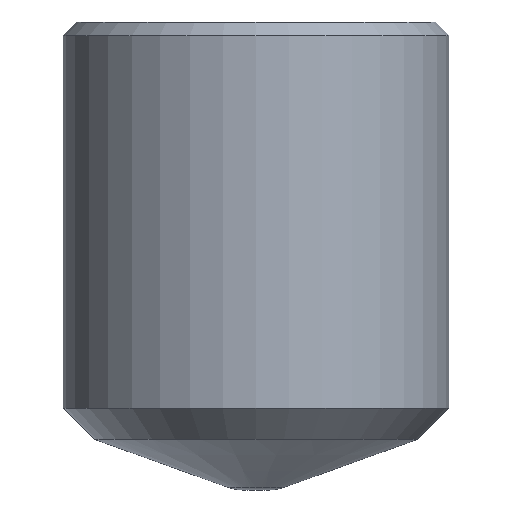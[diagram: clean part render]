
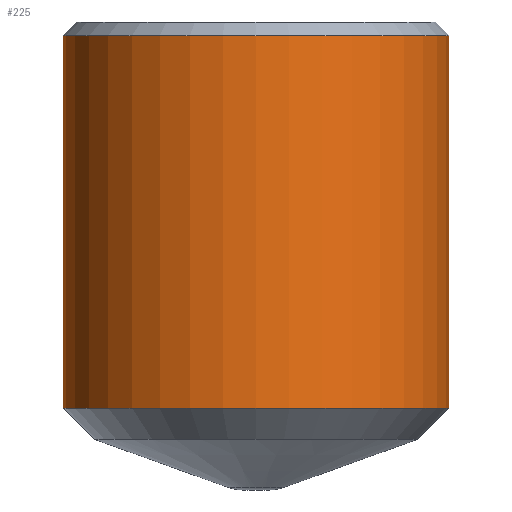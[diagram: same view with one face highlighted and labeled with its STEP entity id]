
A CAD part, front view. The second image highlights one B-rep face of the part: STEP entity #225.
In plain terms, the highlighted cylindrical face has radius 11.113 mm (diameter 22.225 mm), a full revolution.
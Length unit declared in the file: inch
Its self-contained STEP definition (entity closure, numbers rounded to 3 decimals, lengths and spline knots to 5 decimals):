
#15=CYLINDRICAL_SURFACE('',#249,0.4375);
#52=FACE_BOUND('',#86,.T.);
#67=FACE_OUTER_BOUND('',#85,.T.);
#85=EDGE_LOOP('',(#192));
#86=EDGE_LOOP('',(#193));
#109=CIRCLE('',#248,0.4375);
#110=CIRCLE('',#250,0.4375);
#128=VERTEX_POINT('',#404);
#129=VERTEX_POINT('',#407);
#153=EDGE_CURVE('',#128,#128,#109,.T.);
#154=EDGE_CURVE('',#129,#129,#110,.T.);
#192=ORIENTED_EDGE('',*,*,#154,.T.);
#193=ORIENTED_EDGE('',*,*,#153,.F.);
#225=ADVANCED_FACE('',(#67,#52),#15,.T.);
#248=AXIS2_PLACEMENT_3D('',#405,#294,#295);
#249=AXIS2_PLACEMENT_3D('',#406,#296,#297);
#250=AXIS2_PLACEMENT_3D('',#408,#298,#299);
#294=DIRECTION('center_axis',(0.,0.,1.));
#295=DIRECTION('ref_axis',(-1.,0.,0.));
#296=DIRECTION('center_axis',(0.,0.,-1.));
#297=DIRECTION('ref_axis',(-1.,0.,0.));
#298=DIRECTION('center_axis',(0.,0.,1.));
#299=DIRECTION('ref_axis',(-1.,0.,0.));
#404=CARTESIAN_POINT('',(0.4375,0.,-0.031));
#405=CARTESIAN_POINT('Origin',(0.,0.,-0.031));
#406=CARTESIAN_POINT('Origin',(0.,0.,0.));
#407=CARTESIAN_POINT('',(0.4375,0.,-0.876));
#408=CARTESIAN_POINT('Origin',(0.,0.,-0.876));
